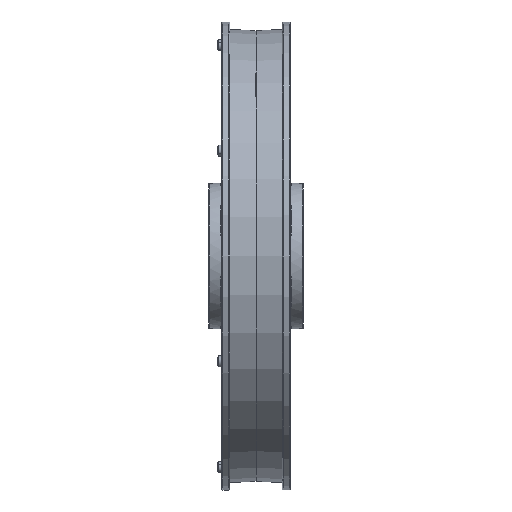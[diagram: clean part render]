
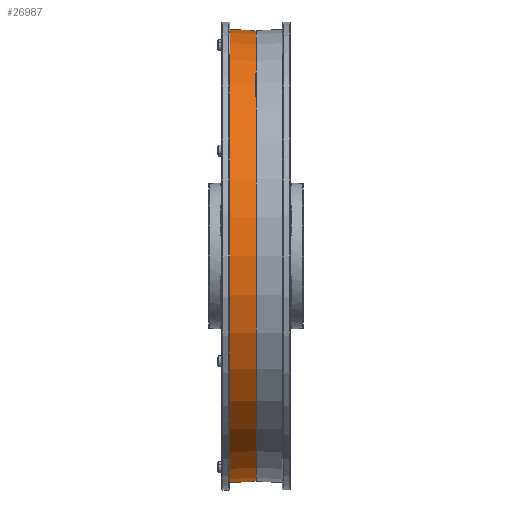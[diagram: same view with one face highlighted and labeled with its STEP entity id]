
A CAD part, front view. The second image highlights one B-rep face of the part: STEP entity #26987.
In plain terms, the highlighted conical face has half-angle 2 degrees and reference radius 99.314 mm.
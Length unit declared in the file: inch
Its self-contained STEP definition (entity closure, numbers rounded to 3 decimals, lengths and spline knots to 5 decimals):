
#535 = EDGE_LOOP ( 'NONE', ( #10217, #29161, #9173, #31595 ) ) ;
#1424 = DIRECTION ( 'NONE',  ( -1., 0., 0. ) ) ;
#1456 = AXIS2_PLACEMENT_3D ( 'NONE', #23802, #1424, #26751 ) ;
#2217 = CARTESIAN_POINT ( 'NONE',  ( 0.82, 0., -3.89254 ) ) ;
#2779 = CIRCLE ( 'NONE', #9876, 3.91 ) ;
#3625 = DIRECTION ( 'NONE',  ( 0., 0., 1. ) ) ;
#3704 = EDGE_CURVE ( 'NONE', #32141, #25124, #2779, .T. ) ;
#4339 = CONICAL_SURFACE ( 'NONE', #27932, 3.91, 0.035 ) ;
#5332 = DIRECTION ( 'NONE',  ( -1., 0., 0. ) ) ;
#6761 = DIRECTION ( 'NONE',  ( -1., 0., 0. ) ) ;
#9173 = ORIENTED_EDGE ( 'NONE', *, *, #3704, .F. ) ;
#9556 = EDGE_CURVE ( 'NONE', #36285, #32141, #27458, .T. ) ;
#9876 = AXIS2_PLACEMENT_3D ( 'NONE', #17302, #6761, #3625 ) ;
#9910 = DIRECTION ( 'NONE',  ( 0., 0., -1. ) ) ;
#10217 = ORIENTED_EDGE ( 'NONE', *, *, #30604, .T. ) ;
#10658 = CARTESIAN_POINT ( 'NONE',  ( 0.32, 0., -3.91 ) ) ;
#14653 = CARTESIAN_POINT ( 'NONE',  ( 0.32, 0., 3.91 ) ) ;
#15638 = CIRCLE ( 'NONE', #1456, 3.89254 ) ;
#17302 = CARTESIAN_POINT ( 'NONE',  ( 0.32, 0., 0. ) ) ;
#18020 = VECTOR ( 'NONE', #21555, 39.37008 ) ;
#19376 = FACE_OUTER_BOUND ( 'NONE', #535, .T. ) ;
#21380 = CARTESIAN_POINT ( 'NONE',  ( 0.82, 0., 3.89254 ) ) ;
#21555 = DIRECTION ( 'NONE',  ( -0.999, 0., -0.035 ) ) ;
#22576 = VERTEX_POINT ( 'NONE', #21380 ) ;
#23776 = VECTOR ( 'NONE', #27363, 39.37008 ) ;
#23802 = CARTESIAN_POINT ( 'NONE',  ( 0.82, 0., 0. ) ) ;
#25124 = VERTEX_POINT ( 'NONE', #14653 ) ;
#26718 = EDGE_CURVE ( 'NONE', #22576, #25124, #33250, .T. ) ;
#26751 = DIRECTION ( 'NONE',  ( 0., 0., 1. ) ) ;
#26987 = ADVANCED_FACE ( 'NONE', ( #19376 ), #4339, .T. ) ;
#27363 = DIRECTION ( 'NONE',  ( -0.999, 0., 0.035 ) ) ;
#27458 = LINE ( 'NONE', #30042, #18020 ) ;
#27932 = AXIS2_PLACEMENT_3D ( 'NONE', #30621, #5332, #9910 ) ;
#29161 = ORIENTED_EDGE ( 'NONE', *, *, #26718, .T. ) ;
#30042 = CARTESIAN_POINT ( 'NONE',  ( 0.32, 0., -3.91 ) ) ;
#30503 = CARTESIAN_POINT ( 'NONE',  ( 0.32, 0., 3.91 ) ) ;
#30604 = EDGE_CURVE ( 'NONE', #36285, #22576, #15638, .T. ) ;
#30621 = CARTESIAN_POINT ( 'NONE',  ( 0.32, 0., 0. ) ) ;
#31595 = ORIENTED_EDGE ( 'NONE', *, *, #9556, .F. ) ;
#32141 = VERTEX_POINT ( 'NONE', #10658 ) ;
#33250 = LINE ( 'NONE', #30503, #23776 ) ;
#36285 = VERTEX_POINT ( 'NONE', #2217 ) ;
